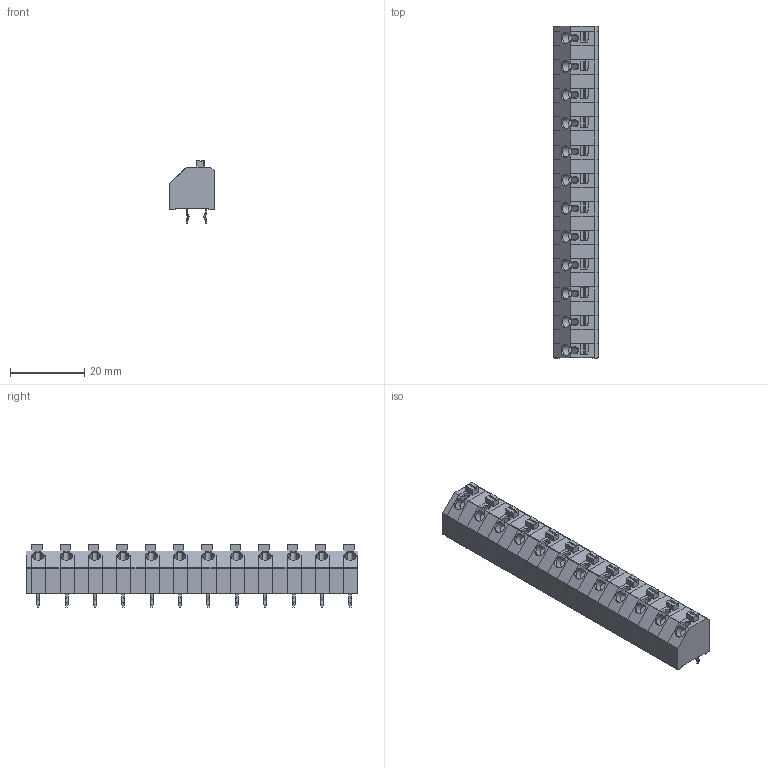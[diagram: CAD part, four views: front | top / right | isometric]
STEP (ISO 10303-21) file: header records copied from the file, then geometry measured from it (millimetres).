
FILE_DESCRIPTION(/* description */ ('Unknown'),/* implementation_level */ '2;1');
FILE_NAME(/* name */ '691412420012M',/* time_stamp */ '2017-03-23T12:31:50+01:00',/* author */ ('Unknown'),/* organization */ ('Unknown'),/* preprocessor_version */ 'ST-DEVELOPER v16.7',/* originating_system */ 'DEX',/* authorisation */ $);
FILE_SCHEMA (('AUTOMOTIVE_DESIGN {1 0 10303 214 3 1 1}'));
Length unit declared in the file: millimetre
Products named in the file (5): 6914124200xxM; MRT24P7.62V02_CNT4; MRT24P7.62V02_CNT3; MRT24P7.62V02_CNT5; MRT24P7.62V02_SX1
Assembly tree (24 placements, depth 2):
  6914124200xxM
    MRT24P7.62V02_CNT4  x6
    MRT24P7.62V02_CNT3  x11
    MRT24P7.62V02_CNT5  x6
    MRT24P7.62V02_SX1
Bounding box: 12 x 89.13 x 16.8 mm (x, y, z)
Volume: 10825.1 mm3; surface area: 10595.2 mm2
Topology: 24 solids, 24 shells, 1079 faces, 2945 edges, 1944 vertices
Faces by surface type: plane 688, cylinder 362, cone 29
Entity records: 8320 total; most frequent: CARTESIAN_POINT 1212, DIRECTION 1202, ORIENTED_EDGE 1116, EDGE_CURVE 558, AXIS2_PLACEMENT_3D 414, LINE 374, VECTOR 374, VERTEX_POINT 372
